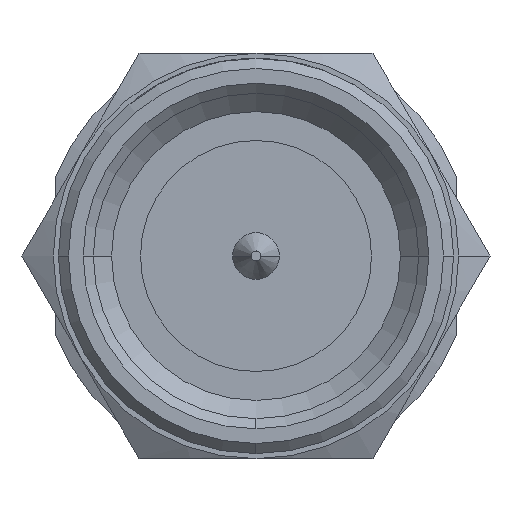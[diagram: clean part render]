
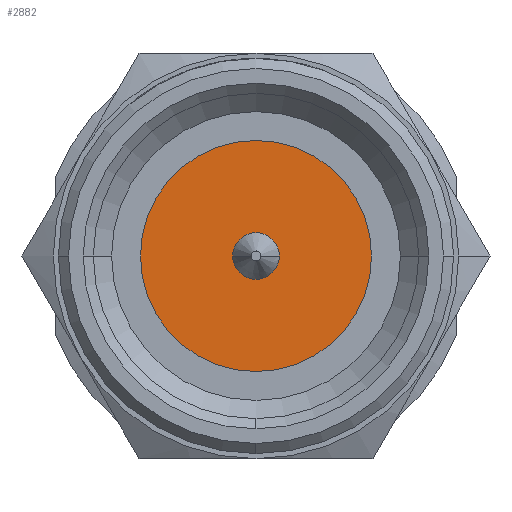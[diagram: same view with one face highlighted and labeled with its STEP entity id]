
A CAD part, left-side view. The second image highlights one B-rep face of the part: STEP entity #2882.
In plain terms, the highlighted planar face has unit normal (-1, 0, 0).
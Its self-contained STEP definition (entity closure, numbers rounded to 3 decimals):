
#171 = VERTEX_POINT ( 'NONE', #1262 ) ;
#608 = CARTESIAN_POINT ( 'NONE',  ( 3.15, 2.28, 0. ) ) ;
#612 = AXIS2_PLACEMENT_3D ( 'NONE', #3295, #4206, #1672 ) ;
#613 = CIRCLE ( 'NONE', #3977, 2.28 ) ;
#633 = DIRECTION ( 'NONE',  ( 0., 1., 0. ) ) ;
#804 = ORIENTED_EDGE ( 'NONE', *, *, #3446, .F. ) ;
#888 = FACE_BOUND ( 'NONE', #4411, .T. ) ;
#1252 = DIRECTION ( 'NONE',  ( 1., 0., 0. ) ) ;
#1262 = CARTESIAN_POINT ( 'NONE',  ( 3.15, 0.46, 0. ) ) ;
#1334 = AXIS2_PLACEMENT_3D ( 'NONE', #5182, #4422, #633 ) ;
#1598 = CARTESIAN_POINT ( 'NONE',  ( 3.15, -0.46, 0. ) ) ;
#1623 = DIRECTION ( 'NONE',  ( -1., 0., 0. ) ) ;
#1672 = DIRECTION ( 'NONE',  ( 0., 0., 1. ) ) ;
#1960 = VERTEX_POINT ( 'NONE', #1598 ) ;
#1977 = EDGE_CURVE ( 'NONE', #1960, #171, #3444, .T. ) ;
#2182 = CARTESIAN_POINT ( 'NONE',  ( 3.15, 0., 0. ) ) ;
#2289 = CARTESIAN_POINT ( 'NONE',  ( 3.15, -2.28, 0. ) ) ;
#2564 = PLANE ( 'NONE',  #612 ) ;
#2567 = DIRECTION ( 'NONE',  ( 0., 1., 0. ) ) ;
#2816 = CARTESIAN_POINT ( 'NONE',  ( 3.15, 0., 0. ) ) ;
#2882 = ADVANCED_FACE ( 'NONE', ( #888, #5421 ), #2564, .T. ) ;
#2935 = AXIS2_PLACEMENT_3D ( 'NONE', #2182, #4291, #2567 ) ;
#3101 = VERTEX_POINT ( 'NONE', #2289 ) ;
#3159 = EDGE_CURVE ( 'NONE', #171, #1960, #4932, .T. ) ;
#3252 = VERTEX_POINT ( 'NONE', #608 ) ;
#3295 = CARTESIAN_POINT ( 'NONE',  ( 3.15, 0., 0. ) ) ;
#3444 = CIRCLE ( 'NONE', #4675, 0.46 ) ;
#3446 = EDGE_CURVE ( 'NONE', #3252, #3101, #613, .T. ) ;
#3663 = ORIENTED_EDGE ( 'NONE', *, *, #3159, .F. ) ;
#3977 = AXIS2_PLACEMENT_3D ( 'NONE', #5070, #1252, #4583 ) ;
#4206 = DIRECTION ( 'NONE',  ( -1., 0., 0. ) ) ;
#4291 = DIRECTION ( 'NONE',  ( -1., 0., 0. ) ) ;
#4411 = EDGE_LOOP ( 'NONE', ( #5054, #3663 ) ) ;
#4420 = CIRCLE ( 'NONE', #2935, 2.28 ) ;
#4422 = DIRECTION ( 'NONE',  ( -1., 0., 0. ) ) ;
#4583 = DIRECTION ( 'NONE',  ( 0., 1., 0. ) ) ;
#4675 = AXIS2_PLACEMENT_3D ( 'NONE', #2816, #1623, #4977 ) ;
#4816 = EDGE_LOOP ( 'NONE', ( #5166, #804 ) ) ;
#4831 = EDGE_CURVE ( 'NONE', #3252, #3101, #4420, .T. ) ;
#4932 = CIRCLE ( 'NONE', #1334, 0.46 ) ;
#4977 = DIRECTION ( 'NONE',  ( 0., -1., 0. ) ) ;
#5054 = ORIENTED_EDGE ( 'NONE', *, *, #1977, .F. ) ;
#5070 = CARTESIAN_POINT ( 'NONE',  ( 3.15, 0., 0. ) ) ;
#5166 = ORIENTED_EDGE ( 'NONE', *, *, #4831, .T. ) ;
#5182 = CARTESIAN_POINT ( 'NONE',  ( 3.15, 0., 0. ) ) ;
#5421 = FACE_OUTER_BOUND ( 'NONE', #4816, .T. ) ;
